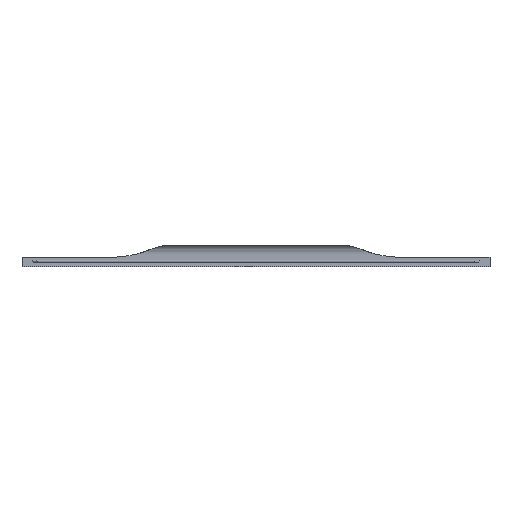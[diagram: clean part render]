
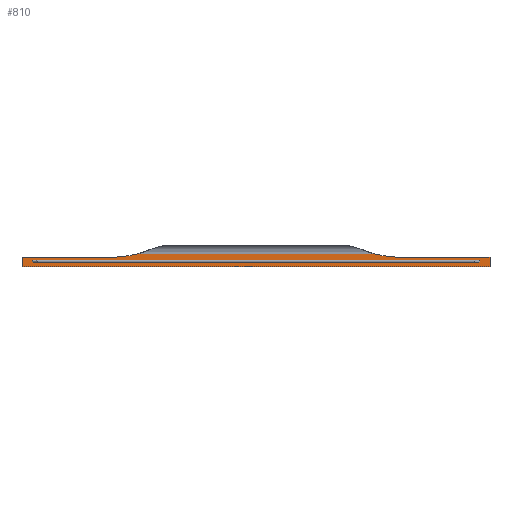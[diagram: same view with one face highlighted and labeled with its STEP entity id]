
A CAD part, front view. The second image highlights one B-rep face of the part: STEP entity #810.
In plain terms, the highlighted planar face has unit normal (0, -1, 0).
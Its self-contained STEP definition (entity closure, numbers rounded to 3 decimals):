
#9 = EDGE_CURVE ( 'NONE', #1513, #1018, #1408, .T. ) ;
#21 = DIRECTION ( 'NONE',  ( 0., 1., 0. ) ) ;
#42 = EDGE_CURVE ( 'NONE', #353, #422, #1728, .T. ) ;
#73 = DIRECTION ( 'NONE',  ( -1., 0., 0. ) ) ;
#81 = CARTESIAN_POINT ( 'NONE',  ( -226.192, 10., 14.55 ) ) ;
#99 = LINE ( 'NONE', #412, #1779 ) ;
#148 = EDGE_CURVE ( 'NONE', #1903, #353, #724, .T. ) ;
#199 = CARTESIAN_POINT ( 'NONE',  ( 277.9, 10., 7.75 ) ) ;
#206 = ORIENTED_EDGE ( 'NONE', *, *, #379, .F. ) ;
#207 = VECTOR ( 'NONE', #805, 1000. ) ;
#211 = DIRECTION ( 'NONE',  ( 0., 0., -1. ) ) ;
#215 = CARTESIAN_POINT ( 'NONE',  ( 448., 10., -10.25 ) ) ;
#223 = CARTESIAN_POINT ( 'NONE',  ( 448., 10., -0.7 ) ) ;
#227 = EDGE_LOOP ( 'NONE', ( #206, #1821, #1469, #424 ) ) ;
#230 = CARTESIAN_POINT ( 'NONE',  ( -277.9, 10., 7.75 ) ) ;
#242 = EDGE_CURVE ( 'NONE', #1018, #1143, #1669, .T. ) ;
#255 = LINE ( 'NONE', #1478, #615 ) ;
#343 = EDGE_LOOP ( 'NONE', ( #1119, #1882, #1725, #880, #1645, #1880, #1360, #1331 ) ) ;
#353 = VERTEX_POINT ( 'NONE', #1892 ) ;
#365 = DIRECTION ( 'NONE',  ( 0., 0., -1. ) ) ;
#379 = EDGE_CURVE ( 'NONE', #1338, #666, #1569, .T. ) ;
#412 = CARTESIAN_POINT ( 'NONE',  ( 448., 10., 14.55 ) ) ;
#418 = EDGE_CURVE ( 'NONE', #1338, #965, #1884, .T. ) ;
#422 = VERTEX_POINT ( 'NONE', #215 ) ;
#424 = ORIENTED_EDGE ( 'NONE', *, *, #1508, .F. ) ;
#493 = CARTESIAN_POINT ( 'NONE',  ( 428., 10., 5. ) ) ;
#615 = VECTOR ( 'NONE', #1932, 1000. ) ;
#644 = DIRECTION ( 'NONE',  ( -1., 0., 0. ) ) ;
#666 = VERTEX_POINT ( 'NONE', #1211 ) ;
#687 = PLANE ( 'NONE',  #719 ) ;
#715 = VERTEX_POINT ( 'NONE', #925 ) ;
#719 = AXIS2_PLACEMENT_3D ( 'NONE', #223, #1138, #987 ) ;
#724 = LINE ( 'NONE', #1346, #1975 ) ;
#754 = VECTOR ( 'NONE', #1969, 1000. ) ;
#775 = EDGE_CURVE ( 'NONE', #1565, #1513, #960, .T. ) ;
#805 = DIRECTION ( 'NONE',  ( -1., 0., 0. ) ) ;
#810 = ADVANCED_FACE ( 'NONE', ( #1463, #1154 ), #687, .F. ) ;
#815 = CARTESIAN_POINT ( 'NONE',  ( 277.9, 10., 207.75 ) ) ;
#880 = ORIENTED_EDGE ( 'NONE', *, *, #242, .T. ) ;
#887 = VECTOR ( 'NONE', #644, 1000. ) ;
#912 = AXIS2_PLACEMENT_3D ( 'NONE', #1113, #21, #1881 ) ;
#925 = CARTESIAN_POINT ( 'NONE',  ( -428., 10., -0.7 ) ) ;
#941 = EDGE_CURVE ( 'NONE', #965, #715, #255, .T. ) ;
#942 = AXIS2_PLACEMENT_3D ( 'NONE', #815, #1140, #1790 ) ;
#954 = EDGE_CURVE ( 'NONE', #422, #1143, #1337, .T. ) ;
#960 = CIRCLE ( 'NONE', #912, 200. ) ;
#965 = VERTEX_POINT ( 'NONE', #1440 ) ;
#977 = DIRECTION ( 'NONE',  ( 0., 0., -1. ) ) ;
#987 = DIRECTION ( 'NONE',  ( 0., 0., 1. ) ) ;
#1018 = VERTEX_POINT ( 'NONE', #1838 ) ;
#1109 = CARTESIAN_POINT ( 'NONE',  ( 448., 10., 0.7 ) ) ;
#1113 = CARTESIAN_POINT ( 'NONE',  ( -277.9, 10., 207.75 ) ) ;
#1119 = ORIENTED_EDGE ( 'NONE', *, *, #1258, .T. ) ;
#1122 = VECTOR ( 'NONE', #1659, 1000. ) ;
#1138 = DIRECTION ( 'NONE',  ( 0., 1., 0. ) ) ;
#1140 = DIRECTION ( 'NONE',  ( 0., -1., 0. ) ) ;
#1143 = VERTEX_POINT ( 'NONE', #1587 ) ;
#1148 = CARTESIAN_POINT ( 'NONE',  ( 428., 10., 0.7 ) ) ;
#1150 = VECTOR ( 'NONE', #211, 1000. ) ;
#1154 = FACE_OUTER_BOUND ( 'NONE', #343, .T. ) ;
#1211 = CARTESIAN_POINT ( 'NONE',  ( -428., 10., 0.7 ) ) ;
#1258 = EDGE_CURVE ( 'NONE', #1917, #1565, #99, .T. ) ;
#1263 = CARTESIAN_POINT ( 'NONE',  ( 448., 10., -0.7 ) ) ;
#1331 = ORIENTED_EDGE ( 'NONE', *, *, #1937, .F. ) ;
#1337 = LINE ( 'NONE', #1348, #754 ) ;
#1338 = VERTEX_POINT ( 'NONE', #1148 ) ;
#1346 = CARTESIAN_POINT ( 'NONE',  ( 448., 10., 7.75 ) ) ;
#1348 = CARTESIAN_POINT ( 'NONE',  ( 448., 10., -10.25 ) ) ;
#1360 = ORIENTED_EDGE ( 'NONE', *, *, #148, .F. ) ;
#1379 = CIRCLE ( 'NONE', #942, 200. ) ;
#1393 = VECTOR ( 'NONE', #977, 1000. ) ;
#1408 = LINE ( 'NONE', #1890, #207 ) ;
#1440 = CARTESIAN_POINT ( 'NONE',  ( 428., 10., -0.7 ) ) ;
#1463 = FACE_BOUND ( 'NONE', #227, .T. ) ;
#1469 = ORIENTED_EDGE ( 'NONE', *, *, #941, .T. ) ;
#1478 = CARTESIAN_POINT ( 'NONE',  ( 448., 10., -0.7 ) ) ;
#1508 = EDGE_CURVE ( 'NONE', #666, #715, #1625, .T. ) ;
#1513 = VERTEX_POINT ( 'NONE', #230 ) ;
#1565 = VERTEX_POINT ( 'NONE', #81 ) ;
#1569 = LINE ( 'NONE', #1109, #887 ) ;
#1587 = CARTESIAN_POINT ( 'NONE',  ( -448., 10., -10.25 ) ) ;
#1607 = CARTESIAN_POINT ( 'NONE',  ( -428., 10., 5. ) ) ;
#1625 = LINE ( 'NONE', #1607, #1950 ) ;
#1645 = ORIENTED_EDGE ( 'NONE', *, *, #954, .F. ) ;
#1659 = DIRECTION ( 'NONE',  ( 0., 0., -1. ) ) ;
#1669 = LINE ( 'NONE', #1828, #1122 ) ;
#1725 = ORIENTED_EDGE ( 'NONE', *, *, #9, .T. ) ;
#1728 = LINE ( 'NONE', #1263, #1150 ) ;
#1771 = CARTESIAN_POINT ( 'NONE',  ( 226.192, 10., 14.55 ) ) ;
#1779 = VECTOR ( 'NONE', #73, 1000. ) ;
#1790 = DIRECTION ( 'NONE',  ( 0., 0., 1. ) ) ;
#1821 = ORIENTED_EDGE ( 'NONE', *, *, #418, .T. ) ;
#1828 = CARTESIAN_POINT ( 'NONE',  ( -448., 10., 0.7 ) ) ;
#1838 = CARTESIAN_POINT ( 'NONE',  ( -448., 10., 7.75 ) ) ;
#1880 = ORIENTED_EDGE ( 'NONE', *, *, #42, .F. ) ;
#1881 = DIRECTION ( 'NONE',  ( 0., 0., 1. ) ) ;
#1882 = ORIENTED_EDGE ( 'NONE', *, *, #775, .T. ) ;
#1884 = LINE ( 'NONE', #493, #1393 ) ;
#1890 = CARTESIAN_POINT ( 'NONE',  ( 448., 10., 7.75 ) ) ;
#1892 = CARTESIAN_POINT ( 'NONE',  ( 448., 10., 7.75 ) ) ;
#1903 = VERTEX_POINT ( 'NONE', #199 ) ;
#1917 = VERTEX_POINT ( 'NONE', #1771 ) ;
#1932 = DIRECTION ( 'NONE',  ( -1., 0., 0. ) ) ;
#1937 = EDGE_CURVE ( 'NONE', #1917, #1903, #1379, .T. ) ;
#1950 = VECTOR ( 'NONE', #365, 1000. ) ;
#1967 = DIRECTION ( 'NONE',  ( 1., 0., 0. ) ) ;
#1969 = DIRECTION ( 'NONE',  ( -1., 0., 0. ) ) ;
#1975 = VECTOR ( 'NONE', #1967, 1000. ) ;
